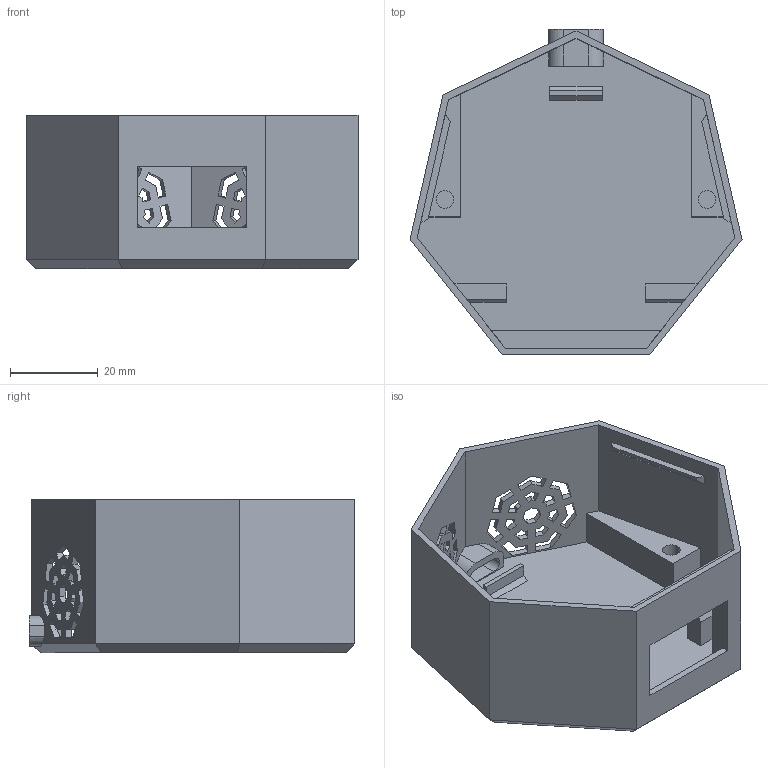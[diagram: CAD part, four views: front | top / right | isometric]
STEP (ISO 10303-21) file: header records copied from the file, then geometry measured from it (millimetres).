
FILE_DESCRIPTION (( 'STEP AP214' ), '1' );
FILE_NAME ('Case Bottom.STEP', '2022-09-24T15:20:47', ( '' ), ( '' ), 'SwSTEP 2.0', 'SolidWorks 2019', '' );
FILE_SCHEMA (( 'AUTOMOTIVE_DESIGN' ));
Length unit declared in the file: millimetre
Products named in the file (1): Case Bottom
Bounding box: 75.75 x 74.35 x 35 mm (x, y, z)
Volume: 26667.1 mm3; surface area: 24198.8 mm2
Topology: 1 solids, 1 shells, 282 faces, 812 edges, 538 vertices
Faces by surface type: plane 268, cylinder 14
Entity records: 9218 total; most frequent: CARTESIAN_POINT 1663, ORIENTED_EDGE 1624, DIRECTION 1388, EDGE_CURVE 812, LINE 782, VECTOR 782, VERTEX_POINT 538, EDGE_LOOP 352
